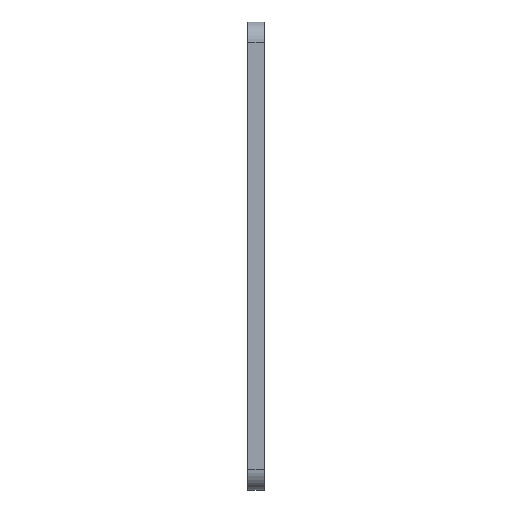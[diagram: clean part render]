
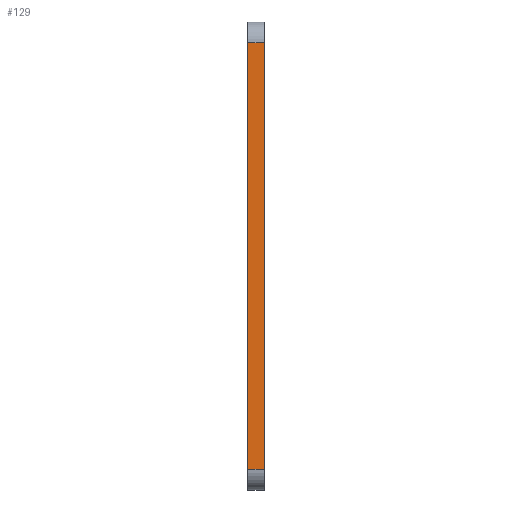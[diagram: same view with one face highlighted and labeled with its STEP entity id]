
A CAD part, left-side view. The second image highlights one B-rep face of the part: STEP entity #129.
In plain terms, the highlighted planar face has unit normal (-1, 0, 0).
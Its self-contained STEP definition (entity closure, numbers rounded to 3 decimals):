
#5 = VERTEX_POINT ( 'NONE', #374 ) ;
#9 = VERTEX_POINT ( 'NONE', #605 ) ;
#56 = VECTOR ( 'NONE', #693, 1000. ) ;
#69 = LINE ( 'NONE', #290, #500 ) ;
#96 = VECTOR ( 'NONE', #564, 1000. ) ;
#129 = ADVANCED_FACE ( 'NONE', ( #202 ), #412, .T. ) ;
#151 = VERTEX_POINT ( 'NONE', #271 ) ;
#160 = CARTESIAN_POINT ( 'NONE',  ( -8.5, 0., -6. ) ) ;
#161 = CARTESIAN_POINT ( 'NONE',  ( -8.5, 0., -8.5 ) ) ;
#166 = AXIS2_PLACEMENT_3D ( 'NONE', #588, #641, #475 ) ;
#168 = EDGE_CURVE ( 'NONE', #5, #321, #176, .T. ) ;
#176 = LINE ( 'NONE', #283, #572 ) ;
#180 = ORIENTED_EDGE ( 'NONE', *, *, #168, .T. ) ;
#182 = LINE ( 'NONE', #620, #96 ) ;
#202 = FACE_OUTER_BOUND ( 'NONE', #556, .T. ) ;
#225 = EDGE_CURVE ( 'NONE', #5, #9, #69, .T. ) ;
#268 = EDGE_CURVE ( 'NONE', #151, #9, #182, .T. ) ;
#271 = CARTESIAN_POINT ( 'NONE',  ( -8.5, 0., 46. ) ) ;
#283 = CARTESIAN_POINT ( 'NONE',  ( -8.5, 0., -6. ) ) ;
#290 = CARTESIAN_POINT ( 'NONE',  ( -8.5, 2., -8.5 ) ) ;
#321 = VERTEX_POINT ( 'NONE', #160 ) ;
#374 = CARTESIAN_POINT ( 'NONE',  ( -8.5, 2., -6. ) ) ;
#387 = DIRECTION ( 'NONE',  ( 0., -1., 0. ) ) ;
#394 = EDGE_CURVE ( 'NONE', #321, #151, #471, .T. ) ;
#412 = PLANE ( 'NONE',  #166 ) ;
#471 = LINE ( 'NONE', #161, #56 ) ;
#474 = ORIENTED_EDGE ( 'NONE', *, *, #225, .F. ) ;
#475 = DIRECTION ( 'NONE',  ( 0., 0., 1. ) ) ;
#500 = VECTOR ( 'NONE', #679, 1000. ) ;
#556 = EDGE_LOOP ( 'NONE', ( #622, #695, #474, #180 ) ) ;
#564 = DIRECTION ( 'NONE',  ( 0., 1., 0. ) ) ;
#572 = VECTOR ( 'NONE', #387, 1000. ) ;
#588 = CARTESIAN_POINT ( 'NONE',  ( -8.5, 0., -8.5 ) ) ;
#605 = CARTESIAN_POINT ( 'NONE',  ( -8.5, 2., 46. ) ) ;
#620 = CARTESIAN_POINT ( 'NONE',  ( -8.5, 0., 46. ) ) ;
#622 = ORIENTED_EDGE ( 'NONE', *, *, #394, .T. ) ;
#641 = DIRECTION ( 'NONE',  ( -1., 0., 0. ) ) ;
#679 = DIRECTION ( 'NONE',  ( 0., 0., 1. ) ) ;
#693 = DIRECTION ( 'NONE',  ( 0., 0., 1. ) ) ;
#695 = ORIENTED_EDGE ( 'NONE', *, *, #268, .T. ) ;
